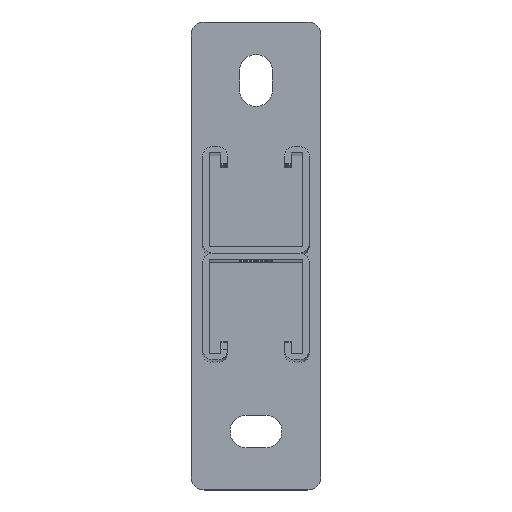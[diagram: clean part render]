
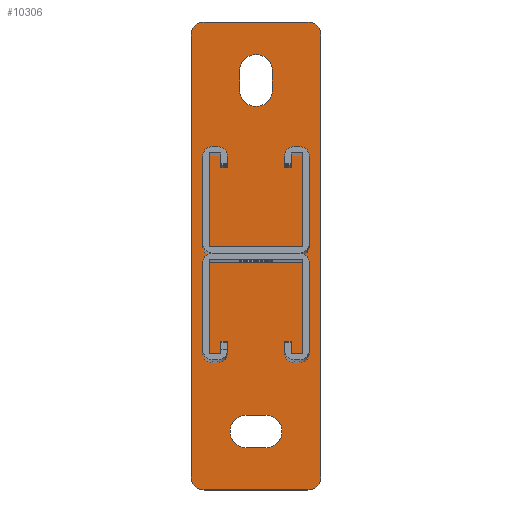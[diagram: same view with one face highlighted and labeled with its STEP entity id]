
A CAD part, top view. The second image highlights one B-rep face of the part: STEP entity #10306.
In plain terms, the highlighted planar face has unit normal (0, 0, 1).
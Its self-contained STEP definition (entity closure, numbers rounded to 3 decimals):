
#117 = VECTOR ( 'NONE', #23749, 1000. ) ;
#299 = CARTESIAN_POINT ( 'NONE',  ( 25., -85., 0. ) ) ;
#307 = ORIENTED_EDGE ( 'NONE', *, *, #31945, .F. ) ;
#344 = CARTESIAN_POINT ( 'NONE',  ( 25., 85., 0. ) ) ;
#836 = CARTESIAN_POINT ( 'NONE',  ( 3.75, -67.5, 0. ) ) ;
#1406 = VERTEX_POINT ( 'NONE', #14201 ) ;
#1678 = DIRECTION ( 'NONE',  ( 1., 0., 0. ) ) ;
#2075 = CARTESIAN_POINT ( 'NONE',  ( -6.25, 63.75, 0. ) ) ;
#2191 = ORIENTED_EDGE ( 'NONE', *, *, #35111, .F. ) ;
#2337 = ORIENTED_EDGE ( 'NONE', *, *, #26884, .F. ) ;
#2579 = VECTOR ( 'NONE', #8632, 1000. ) ;
#2712 = CARTESIAN_POINT ( 'NONE',  ( 20., -90., 0. ) ) ;
#2889 = DIRECTION ( 'NONE',  ( 1., 0., 0. ) ) ;
#3105 = LINE ( 'NONE', #7655, #117 ) ;
#3850 = CARTESIAN_POINT ( 'NONE',  ( 20., -85., 0. ) ) ;
#4734 = CIRCLE ( 'NONE', #14040, 5. ) ;
#4958 = ORIENTED_EDGE ( 'NONE', *, *, #32428, .F. ) ;
#5379 = CARTESIAN_POINT ( 'NONE',  ( -20., -90., 0. ) ) ;
#5674 = EDGE_CURVE ( 'NONE', #25006, #20979, #38263, .T. ) ;
#5766 = AXIS2_PLACEMENT_3D ( 'NONE', #38577, #19487, #32440 ) ;
#5875 = CARTESIAN_POINT ( 'NONE',  ( -3.75, -67.5, 0. ) ) ;
#6020 = AXIS2_PLACEMENT_3D ( 'NONE', #24144, #14501, #11428 ) ;
#6173 = CARTESIAN_POINT ( 'NONE',  ( -25., 90., 0. ) ) ;
#6502 = EDGE_LOOP ( 'NONE', ( #307, #6823, #2337, #19631 ) ) ;
#6684 = AXIS2_PLACEMENT_3D ( 'NONE', #7390, #17454, #32970 ) ;
#6823 = ORIENTED_EDGE ( 'NONE', *, *, #7064, .F. ) ;
#7064 = EDGE_CURVE ( 'NONE', #29711, #25207, #19204, .T. ) ;
#7209 = CIRCLE ( 'NONE', #10291, 6.25 ) ;
#7347 = ORIENTED_EDGE ( 'NONE', *, *, #25915, .T. ) ;
#7390 = CARTESIAN_POINT ( 'NONE',  ( 0., 71.25, 0. ) ) ;
#7644 = ORIENTED_EDGE ( 'NONE', *, *, #14122, .T. ) ;
#7655 = CARTESIAN_POINT ( 'NONE',  ( -3.75, -61.25, 0. ) ) ;
#7912 = AXIS2_PLACEMENT_3D ( 'NONE', #33187, #17410, #39334 ) ;
#8220 = DIRECTION ( 'NONE',  ( 0., 1., 0. ) ) ;
#8318 = VERTEX_POINT ( 'NONE', #5379 ) ;
#8584 = VERTEX_POINT ( 'NONE', #344 ) ;
#8632 = DIRECTION ( 'NONE',  ( -1., 0., 0. ) ) ;
#8869 = CIRCLE ( 'NONE', #40526, 6.25 ) ;
#9366 = LINE ( 'NONE', #16306, #26421 ) ;
#9561 = ORIENTED_EDGE ( 'NONE', *, *, #24874, .T. ) ;
#9711 = VERTEX_POINT ( 'NONE', #2075 ) ;
#9888 = DIRECTION ( 'NONE',  ( 0., 1., 0. ) ) ;
#10004 = DIRECTION ( 'NONE',  ( 1., 0., 0. ) ) ;
#10291 = AXIS2_PLACEMENT_3D ( 'NONE', #836, #16726, #39078 ) ;
#10306 = ADVANCED_FACE ( 'NONE', ( #19898, #33383, #25910 ), #21702, .T. ) ;
#10382 = ORIENTED_EDGE ( 'NONE', *, *, #21776, .T. ) ;
#10684 = CIRCLE ( 'NONE', #6684, 6.25 ) ;
#11428 = DIRECTION ( 'NONE',  ( 1., 0., 0. ) ) ;
#11858 = CARTESIAN_POINT ( 'NONE',  ( 3.75, -67.5, 0. ) ) ;
#11872 = CARTESIAN_POINT ( 'NONE',  ( -25., 90., 0. ) ) ;
#12062 = CARTESIAN_POINT ( 'NONE',  ( -20., 85., 0. ) ) ;
#12274 = DIRECTION ( 'NONE',  ( 1., 0., 0. ) ) ;
#12604 = ORIENTED_EDGE ( 'NONE', *, *, #25780, .F. ) ;
#14040 = AXIS2_PLACEMENT_3D ( 'NONE', #3850, #35424, #26087 ) ;
#14094 = LINE ( 'NONE', #11872, #2579 ) ;
#14122 = EDGE_CURVE ( 'NONE', #8318, #29631, #32736, .T. ) ;
#14201 = CARTESIAN_POINT ( 'NONE',  ( -25., -85., 0. ) ) ;
#14257 = ORIENTED_EDGE ( 'NONE', *, *, #34677, .T. ) ;
#14407 = VERTEX_POINT ( 'NONE', #15019 ) ;
#14501 = DIRECTION ( 'NONE',  ( 0., 0., 1. ) ) ;
#14781 = VERTEX_POINT ( 'NONE', #17083 ) ;
#15019 = CARTESIAN_POINT ( 'NONE',  ( 3.75, -61.25, 0. ) ) ;
#15076 = DIRECTION ( 'NONE',  ( 0., 0., 1. ) ) ;
#15546 = DIRECTION ( 'NONE',  ( 0., 0., 1. ) ) ;
#15990 = CARTESIAN_POINT ( 'NONE',  ( 6.25, 63.75, 0. ) ) ;
#16306 = CARTESIAN_POINT ( 'NONE',  ( -6.25, 71.25, 0. ) ) ;
#16682 = VECTOR ( 'NONE', #9888, 1000. ) ;
#16726 = DIRECTION ( 'NONE',  ( 0., 0., 1. ) ) ;
#17082 = ORIENTED_EDGE ( 'NONE', *, *, #39871, .F. ) ;
#17083 = CARTESIAN_POINT ( 'NONE',  ( 20., 90., 0. ) ) ;
#17410 = DIRECTION ( 'NONE',  ( 0., 0., 1. ) ) ;
#17454 = DIRECTION ( 'NONE',  ( 0., 0., 1. ) ) ;
#17751 = VECTOR ( 'NONE', #10004, 1000. ) ;
#18513 = CARTESIAN_POINT ( 'NONE',  ( 6.25, 71.25, 0. ) ) ;
#18525 = CARTESIAN_POINT ( 'NONE',  ( -25., 85., 0. ) ) ;
#18637 = EDGE_LOOP ( 'NONE', ( #14257, #19837, #7644, #9561, #10382, #7347, #27223, #40146 ) ) ;
#19204 = LINE ( 'NONE', #26112, #16682 ) ;
#19226 = CIRCLE ( 'NONE', #6020, 5. ) ;
#19487 = DIRECTION ( 'NONE',  ( 0., 0., 1. ) ) ;
#19631 = ORIENTED_EDGE ( 'NONE', *, *, #35310, .F. ) ;
#19807 = CARTESIAN_POINT ( 'NONE',  ( -6.25, 71.25, 0. ) ) ;
#19837 = ORIENTED_EDGE ( 'NONE', *, *, #37621, .T. ) ;
#19898 = FACE_BOUND ( 'NONE', #24836, .T. ) ;
#20490 = LINE ( 'NONE', #36741, #36945 ) ;
#20979 = VERTEX_POINT ( 'NONE', #18525 ) ;
#21702 = PLANE ( 'NONE',  #30054 ) ;
#21776 = EDGE_CURVE ( 'NONE', #33628, #8584, #20490, .T. ) ;
#21855 = DIRECTION ( 'NONE',  ( 1., 0., 0. ) ) ;
#22337 = DIRECTION ( 'NONE',  ( 0., -1., 0. ) ) ;
#23100 = VERTEX_POINT ( 'NONE', #19807 ) ;
#23749 = DIRECTION ( 'NONE',  ( -1., 0., 0. ) ) ;
#23800 = CIRCLE ( 'NONE', #7912, 5. ) ;
#24128 = EDGE_CURVE ( 'NONE', #38419, #39865, #32301, .T. ) ;
#24144 = CARTESIAN_POINT ( 'NONE',  ( 20., 85., 0. ) ) ;
#24836 = EDGE_LOOP ( 'NONE', ( #30093, #17082, #2191, #12604, #4958 ) ) ;
#24874 = EDGE_CURVE ( 'NONE', #29631, #33628, #4734, .T. ) ;
#25006 = VERTEX_POINT ( 'NONE', #36667 ) ;
#25071 = CARTESIAN_POINT ( 'NONE',  ( 0., 0., 0. ) ) ;
#25207 = VERTEX_POINT ( 'NONE', #18513 ) ;
#25685 = CARTESIAN_POINT ( 'NONE',  ( -3.75, -73.75, 0. ) ) ;
#25766 = VERTEX_POINT ( 'NONE', #26426 ) ;
#25780 = EDGE_CURVE ( 'NONE', #34103, #25766, #7209, .T. ) ;
#25910 = FACE_OUTER_BOUND ( 'NONE', #18637, .T. ) ;
#25915 = EDGE_CURVE ( 'NONE', #8584, #14781, #19226, .T. ) ;
#26087 = DIRECTION ( 'NONE',  ( 1., 0., 0. ) ) ;
#26112 = CARTESIAN_POINT ( 'NONE',  ( 6.25, 71.25, 0. ) ) ;
#26129 = CIRCLE ( 'NONE', #5766, 6.25 ) ;
#26189 = VECTOR ( 'NONE', #2889, 1000. ) ;
#26421 = VECTOR ( 'NONE', #22337, 1000. ) ;
#26426 = CARTESIAN_POINT ( 'NONE',  ( 10., -67.5, 0. ) ) ;
#26776 = AXIS2_PLACEMENT_3D ( 'NONE', #12062, #28039, #21855 ) ;
#26884 = EDGE_CURVE ( 'NONE', #9711, #29711, #26129, .T. ) ;
#26979 = LINE ( 'NONE', #6173, #32435 ) ;
#27223 = ORIENTED_EDGE ( 'NONE', *, *, #39992, .T. ) ;
#27419 = AXIS2_PLACEMENT_3D ( 'NONE', #5875, #28110, #12274 ) ;
#28039 = DIRECTION ( 'NONE',  ( 0., 0., 1. ) ) ;
#28110 = DIRECTION ( 'NONE',  ( 0., 0., 1. ) ) ;
#29611 = CARTESIAN_POINT ( 'NONE',  ( -3.75, -73.75, 0. ) ) ;
#29631 = VERTEX_POINT ( 'NONE', #2712 ) ;
#29711 = VERTEX_POINT ( 'NONE', #15990 ) ;
#30054 = AXIS2_PLACEMENT_3D ( 'NONE', #25071, #15546, #41107 ) ;
#30093 = ORIENTED_EDGE ( 'NONE', *, *, #24128, .F. ) ;
#31945 = EDGE_CURVE ( 'NONE', #25207, #23100, #10684, .T. ) ;
#32301 = CIRCLE ( 'NONE', #27419, 6.25 ) ;
#32428 = EDGE_CURVE ( 'NONE', #39865, #34103, #34653, .T. ) ;
#32435 = VECTOR ( 'NONE', #38303, 1000. ) ;
#32440 = DIRECTION ( 'NONE',  ( 1., 0., 0. ) ) ;
#32736 = LINE ( 'NONE', #38641, #17751 ) ;
#32970 = DIRECTION ( 'NONE',  ( 1., 0., 0. ) ) ;
#33187 = CARTESIAN_POINT ( 'NONE',  ( -20., -85., 0. ) ) ;
#33383 = FACE_BOUND ( 'NONE', #6502, .T. ) ;
#33628 = VERTEX_POINT ( 'NONE', #299 ) ;
#34103 = VERTEX_POINT ( 'NONE', #34736 ) ;
#34653 = LINE ( 'NONE', #25685, #26189 ) ;
#34677 = EDGE_CURVE ( 'NONE', #20979, #1406, #26979, .T. ) ;
#34736 = CARTESIAN_POINT ( 'NONE',  ( 3.75, -73.75, 0. ) ) ;
#35111 = EDGE_CURVE ( 'NONE', #25766, #14407, #8869, .T. ) ;
#35310 = EDGE_CURVE ( 'NONE', #23100, #9711, #9366, .T. ) ;
#35424 = DIRECTION ( 'NONE',  ( 0., 0., 1. ) ) ;
#36667 = CARTESIAN_POINT ( 'NONE',  ( -20., 90., 0. ) ) ;
#36741 = CARTESIAN_POINT ( 'NONE',  ( 25., 90., 0. ) ) ;
#36945 = VECTOR ( 'NONE', #8220, 1000. ) ;
#37039 = CARTESIAN_POINT ( 'NONE',  ( -3.75, -61.25, 0. ) ) ;
#37621 = EDGE_CURVE ( 'NONE', #1406, #8318, #23800, .T. ) ;
#38263 = CIRCLE ( 'NONE', #26776, 5. ) ;
#38303 = DIRECTION ( 'NONE',  ( 0., -1., 0. ) ) ;
#38419 = VERTEX_POINT ( 'NONE', #37039 ) ;
#38577 = CARTESIAN_POINT ( 'NONE',  ( 0., 63.75, 0. ) ) ;
#38641 = CARTESIAN_POINT ( 'NONE',  ( -25., -90., 0. ) ) ;
#39078 = DIRECTION ( 'NONE',  ( 1., 0., 0. ) ) ;
#39334 = DIRECTION ( 'NONE',  ( 1., 0., 0. ) ) ;
#39865 = VERTEX_POINT ( 'NONE', #29611 ) ;
#39871 = EDGE_CURVE ( 'NONE', #14407, #38419, #3105, .T. ) ;
#39992 = EDGE_CURVE ( 'NONE', #14781, #25006, #14094, .T. ) ;
#40146 = ORIENTED_EDGE ( 'NONE', *, *, #5674, .T. ) ;
#40526 = AXIS2_PLACEMENT_3D ( 'NONE', #11858, #15076, #1678 ) ;
#41107 = DIRECTION ( 'NONE',  ( 1., 0., 0. ) ) ;
